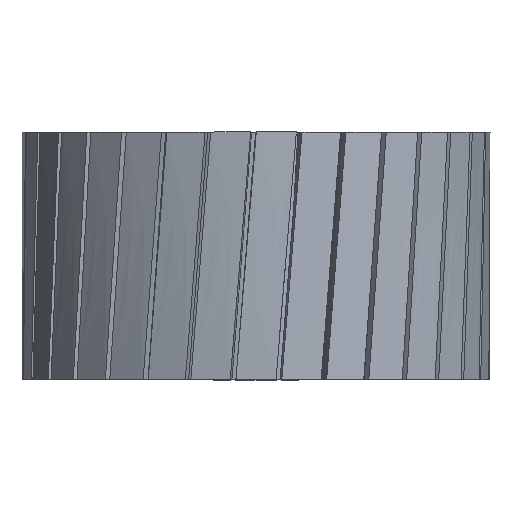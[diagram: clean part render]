
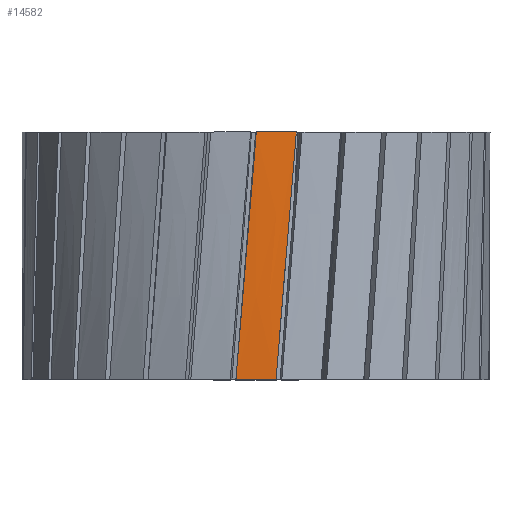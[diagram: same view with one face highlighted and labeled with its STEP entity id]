
A CAD part, top view. The second image highlights one B-rep face of the part: STEP entity #14582.
In plain terms, the highlighted free-form (B-spline) face has degree [3, 3] with [4, 4] control points.
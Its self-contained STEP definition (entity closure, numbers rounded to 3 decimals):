
#1456=FACE_OUTER_BOUND('',#2226,.T.);
#2226=EDGE_LOOP('',(#11021,#11022,#11023,#11024));
#3062=B_SPLINE_CURVE_WITH_KNOTS('',3,(#33260,#33261,#33262,#33263),
 .UNSPECIFIED.,.F.,.F.,(4,4),(0.,20.),.UNSPECIFIED.);
#3063=B_SPLINE_CURVE_WITH_KNOTS('',3,(#33284,#33285,#33286,#33287),
 .UNSPECIFIED.,.F.,.F.,(4,4),(0.,20.),.UNSPECIFIED.);
#3763=LINE('',#33281,#4531);
#3764=LINE('',#33283,#4532);
#4531=VECTOR('',#17415,10.);
#4532=VECTOR('',#17416,10.);
#5971=VERTEX_POINT('',#33256);
#5972=VERTEX_POINT('',#33258);
#5973=VERTEX_POINT('',#33280);
#5974=VERTEX_POINT('',#33282);
#8112=EDGE_CURVE('',#5971,#5972,#3062,.T.);
#8113=EDGE_CURVE('',#5971,#5973,#3763,.T.);
#8114=EDGE_CURVE('',#5974,#5972,#3764,.T.);
#8115=EDGE_CURVE('',#5973,#5974,#3063,.T.);
#11021=ORIENTED_EDGE('',*,*,#8113,.F.);
#11022=ORIENTED_EDGE('',*,*,#8112,.T.);
#11023=ORIENTED_EDGE('',*,*,#8114,.F.);
#11024=ORIENTED_EDGE('',*,*,#8115,.F.);
#13814=B_SPLINE_SURFACE_WITH_KNOTS('',3,3,((#33264,#33265,#33266,#33267),
(#33268,#33269,#33270,#33271),(#33272,#33273,#33274,#33275),(#33276,#33277,
#33278,#33279)),.UNSPECIFIED.,.F.,.F.,.F.,(4,4),(4,4),(-3.25,
0.),(0.,20.),.UNSPECIFIED.);
#14582=ADVANCED_FACE('',(#1456),#13814,.T.);
#17415=DIRECTION('',(-1.,0.,0.));
#17416=DIRECTION('',(0.996,0.,-0.087));
#33256=CARTESIAN_POINT('',(16.247,0.,188.623));
#33258=CARTESIAN_POINT('',(32.625,200.,186.489));
#33260=CARTESIAN_POINT('Ctrl Pts',(16.247,0.,188.623));
#33261=CARTESIAN_POINT('Ctrl Pts',(21.734,66.667,188.15));
#33262=CARTESIAN_POINT('Ctrl Pts',(27.2,133.333,187.438));
#33263=CARTESIAN_POINT('Ctrl Pts',(32.625,200.,186.489));
#33264=CARTESIAN_POINT('Ctrl Pts',(-16.248,0.,188.623));
#33265=CARTESIAN_POINT('Ctrl Pts',(-10.761,66.667,189.095));
#33266=CARTESIAN_POINT('Ctrl Pts',(-5.254,133.333,189.328));
#33267=CARTESIAN_POINT('Ctrl Pts',(0.253,200.,189.321));
#33268=CARTESIAN_POINT('Ctrl Pts',(-5.416,0.,188.623));
#33269=CARTESIAN_POINT('Ctrl Pts',(0.071,66.667,
188.78));
#33270=CARTESIAN_POINT('Ctrl Pts',(5.564,133.333,188.698));
#33271=CARTESIAN_POINT('Ctrl Pts',(11.044,200.,188.377));
#33272=CARTESIAN_POINT('Ctrl Pts',(5.416,0.,188.623));
#33273=CARTESIAN_POINT('Ctrl Pts',(10.902,66.667,188.465));
#33274=CARTESIAN_POINT('Ctrl Pts',(16.382,133.333,188.068));
#33275=CARTESIAN_POINT('Ctrl Pts',(21.834,200.,187.433));
#33276=CARTESIAN_POINT('Ctrl Pts',(16.247,0.,188.623));
#33277=CARTESIAN_POINT('Ctrl Pts',(21.734,66.667,188.15));
#33278=CARTESIAN_POINT('Ctrl Pts',(27.2,133.333,187.438));
#33279=CARTESIAN_POINT('Ctrl Pts',(32.625,200.,186.489));
#33280=CARTESIAN_POINT('',(-16.248,0.,188.623));
#33281=CARTESIAN_POINT('',(16.247,0.,188.623));
#33282=CARTESIAN_POINT('',(0.253,200.,189.321));
#33283=CARTESIAN_POINT('',(32.625,200.,186.489));
#33284=CARTESIAN_POINT('Ctrl Pts',(-16.248,0.,188.623));
#33285=CARTESIAN_POINT('Ctrl Pts',(-10.761,66.667,189.095));
#33286=CARTESIAN_POINT('Ctrl Pts',(-5.254,133.333,189.328));
#33287=CARTESIAN_POINT('Ctrl Pts',(0.253,200.,189.321));
